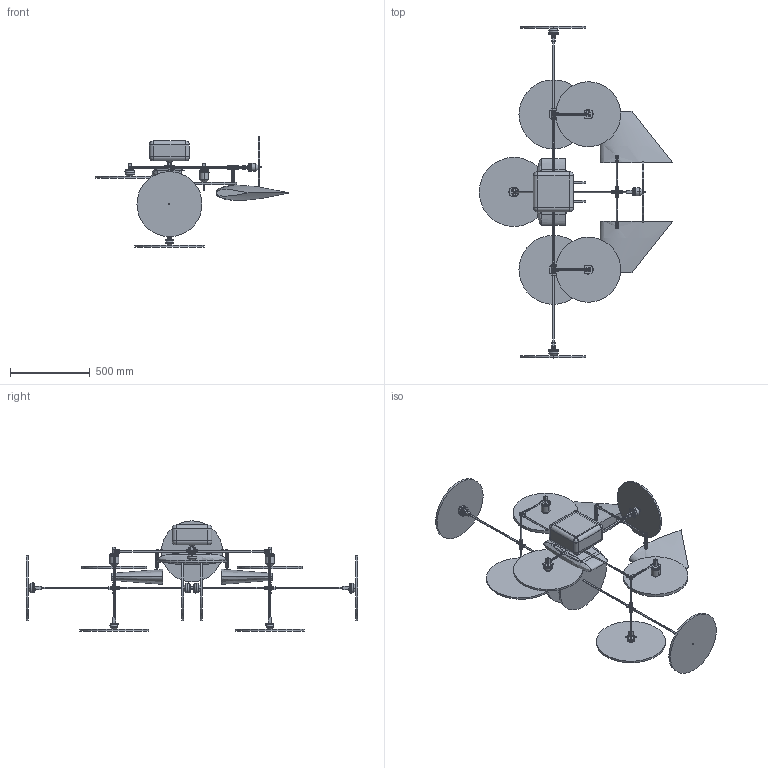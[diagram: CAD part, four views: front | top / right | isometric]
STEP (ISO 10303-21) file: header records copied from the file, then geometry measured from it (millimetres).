
FILE_DESCRIPTION((''),'2;1');
FILE_NAME('UAV_ASM','2023-05-16T16:33:16',('E33734'),(''),'CREO PARAMETRIC BY PTC INC, 2019352','CREO PARAMETRIC BY PTC INC, 2019352','');
FILE_SCHEMA(('CONFIG_CONTROL_DESIGN'));
Length unit declared in the file: millimetre
Products named in the file (78): ORIENT; MAINHUB_1; ARM_1495_1; FLANGE_511_1; MOTOR_1; PROPELLER_1; FUSELAGE_1; SENSOR_6; SENSOR_3; SENSOR_1; BATTERY_1; SENSOR_5; BATTERY_2; SENSOR_2; SENSOR_4; ARM_1503_1; CROSS_2; ROTATEDARM_491_2; BEND_4; ROTATEDARM_492_2; BEND_5; ARM_1501_2; WING_173_2; SERVO_2; ARM_1502_1; FLANGE_4; MOTOR_6; PROPELLER_6; ROTATEDARM_491_1; BEND_2; ROTATEDARM_492_1; BEND_3; ARM_1501_1; WING_173_1; SERVO_1; CARGOCASE; CARGO; ARM_1500_2; BEND_6; ARM_1499_2 ...
Assembly tree (77 placements, depth 2):
  UAV_ASM
    ORIENT
    MAINHUB_1
    ARM_1495_1
    FLANGE_511_1
    MOTOR_1
    PROPELLER_1
    FUSELAGE_1
    SENSOR_6
    SENSOR_3
    SENSOR_1
    BATTERY_1
    SENSOR_5
    BATTERY_2
    SENSOR_2
    SENSOR_4
    ARM_1503_1
    CROSS_2
    ROTATEDARM_491_2
    BEND_4
    ROTATEDARM_492_2
    BEND_5
    ARM_1501_2
    WING_173_2
    SERVO_2
    ARM_1502_1
    FLANGE_4
    MOTOR_6
    PROPELLER_6
    ROTATEDARM_491_1
    BEND_2
    ROTATEDARM_492_1
    BEND_3
    ARM_1501_1
    WING_173_1
    SERVO_1
    CARGOCASE
    CARGO
    ARM_1500_2
    BEND_6
    ARM_1499_2
    CROSS_3
    ARM_1498_2
    FLANGE_7
    MOTOR_10
    PROPELLER_10
    ARM_1497_3
    FLANGE_5
    MOTOR_8
    PROPELLER_8
    ARM_1497_4
    FLANGE_6
    MOTOR_9
    PROPELLER_9
    ARM_1496_2
    FLANGE_512_2
    MOTOR_7
    PROPELLER_7
    ARM_1500_1
    BEND_1
Bounding box: 1208.51 x 2074.45 x 688.71 mm (x, y, z)
Volume: 43036446 mm3; surface area: 5187782.7 mm2
Topology: 107 solids, 111 shells, 1802 faces, 4048 edges, 2526 vertices
Faces by surface type: cylinder 902, plane 693, sphere 112, torus 42, cone 40, revolution 6, bspline 4, extrusion 3
Entity records: 56394 total; most frequent: CARTESIAN_POINT 13879, DIRECTION 9163, ORIENTED_EDGE 8088, EDGE_CURVE 4044, AXIS2_PLACEMENT_3D 3491, VERTEX_POINT 2526, VECTOR 2175, LINE 2172
